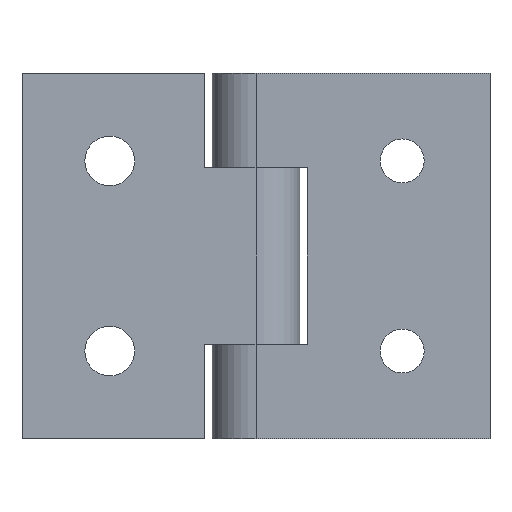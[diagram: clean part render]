
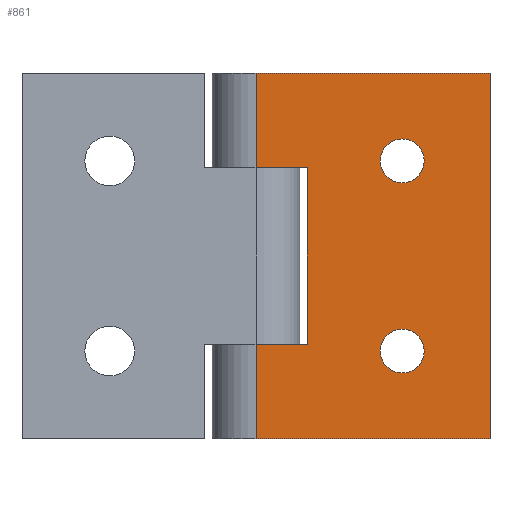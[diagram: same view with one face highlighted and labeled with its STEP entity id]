
A CAD part, front view. The second image highlights one B-rep face of the part: STEP entity #861.
In plain terms, the highlighted planar face has unit normal (0, -1, 0).
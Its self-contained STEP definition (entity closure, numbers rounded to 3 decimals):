
#371 = CARTESIAN_POINT ( 'NONE',  ( 0., -3., -6.05 ) ) ;
#376 = CARTESIAN_POINT ( 'NONE',  ( 16., -3., 12.5 ) ) ;
#377 = VECTOR ( 'NONE', #378, 1000. ) ;
#378 = DIRECTION ( 'NONE',  ( 0., 0., -1. ) ) ;
#390 = CARTESIAN_POINT ( 'NONE',  ( 16., -3., 12.5 ) ) ;
#395 = LINE ( 'NONE', #403, #407 ) ;
#403 = CARTESIAN_POINT ( 'NONE',  ( 0., -3., 12.5 ) ) ;
#406 = DIRECTION ( 'NONE',  ( 1., 0., 0. ) ) ;
#407 = VECTOR ( 'NONE', #406, 1000. ) ;
#408 = LINE ( 'NONE', #376, #377 ) ;
#445 = VECTOR ( 'NONE', #510, 1000. ) ;
#446 = CARTESIAN_POINT ( 'NONE',  ( 0., -3., 6.05 ) ) ;
#447 = LINE ( 'NONE', #446, #445 ) ;
#456 = CARTESIAN_POINT ( 'NONE',  ( 3.5, -3., 6.05 ) ) ;
#458 = DIRECTION ( 'NONE',  ( 0., 0., 1. ) ) ;
#464 = CARTESIAN_POINT ( 'NONE',  ( 16., -3., -12.5 ) ) ;
#476 = DIRECTION ( 'NONE',  ( 0., 1., 0. ) ) ;
#477 = CARTESIAN_POINT ( 'NONE',  ( 10., -3., -6.5 ) ) ;
#478 = AXIS2_PLACEMENT_3D ( 'NONE', #477, #476, #458 ) ;
#479 = CIRCLE ( 'NONE', #478, 1.5 ) ;
#496 = VECTOR ( 'NONE', #542, 1000. ) ;
#497 = CARTESIAN_POINT ( 'NONE',  ( 0., -3., -12.5 ) ) ;
#498 = LINE ( 'NONE', #497, #496 ) ;
#510 = DIRECTION ( 'NONE',  ( 1., 0., 0. ) ) ;
#542 = DIRECTION ( 'NONE',  ( 1., 0., 0. ) ) ;
#604 = CARTESIAN_POINT ( 'NONE',  ( 0., -3., -12.5 ) ) ;
#861 = ADVANCED_FACE ( 'NONE', ( #931, #930, #934 ), #961, .F. ) ;
#862 = ORIENTED_EDGE ( 'NONE', *, *, #863, .T. ) ;
#863 = EDGE_CURVE ( 'NONE', #1477, #1478, #919, .T. ) ;
#864 = ORIENTED_EDGE ( 'NONE', *, *, #1472, .T. ) ;
#865 = ORIENTED_EDGE ( 'NONE', *, *, #1483, .T. ) ;
#870 = EDGE_CURVE ( 'NONE', #1194, #871, #975, .T. ) ;
#871 = VERTEX_POINT ( 'NONE', #964 ) ;
#873 = EDGE_LOOP ( 'NONE', ( #862, #865 ) ) ;
#874 = ORIENTED_EDGE ( 'NONE', *, *, #875, .T. ) ;
#875 = EDGE_CURVE ( 'NONE', #871, #1076, #973, .T. ) ;
#876 = ORIENTED_EDGE ( 'NONE', *, *, #1060, .T. ) ;
#917 = CARTESIAN_POINT ( 'NONE',  ( 10., -3., 6.5 ) ) ;
#918 = AXIS2_PLACEMENT_3D ( 'NONE', #917, #922, #921 ) ;
#919 = CIRCLE ( 'NONE', #918, 1.5 ) ;
#921 = DIRECTION ( 'NONE',  ( 0., 0., 1. ) ) ;
#922 = DIRECTION ( 'NONE',  ( 0., 1., 0. ) ) ;
#930 = FACE_BOUND ( 'NONE', #873, .T. ) ;
#931 = FACE_BOUND ( 'NONE', #1145, .T. ) ;
#934 = FACE_OUTER_BOUND ( 'NONE', #1195, .T. ) ;
#957 = DIRECTION ( 'NONE',  ( -1., 0., 0. ) ) ;
#958 = DIRECTION ( 'NONE',  ( 0., 1., 0. ) ) ;
#959 = CARTESIAN_POINT ( 'NONE',  ( 0., -3., 12.5 ) ) ;
#960 = AXIS2_PLACEMENT_3D ( 'NONE', #959, #958, #957 ) ;
#961 = PLANE ( 'NONE',  #960 ) ;
#962 = VECTOR ( 'NONE', #965, 1000. ) ;
#963 = CARTESIAN_POINT ( 'NONE',  ( 3.5, -3., 12.5 ) ) ;
#964 = CARTESIAN_POINT ( 'NONE',  ( 3.5, -3., -6.05 ) ) ;
#965 = DIRECTION ( 'NONE',  ( 0., 0., -1. ) ) ;
#970 = DIRECTION ( 'NONE',  ( -1., 0., 0. ) ) ;
#971 = VECTOR ( 'NONE', #970, 1000. ) ;
#972 = CARTESIAN_POINT ( 'NONE',  ( 0., -3., -6.05 ) ) ;
#973 = LINE ( 'NONE', #972, #971 ) ;
#975 = LINE ( 'NONE', #963, #962 ) ;
#1044 = DIRECTION ( 'NONE',  ( 0., 0., -1. ) ) ;
#1053 = VECTOR ( 'NONE', #1044, 1000. ) ;
#1054 = CARTESIAN_POINT ( 'NONE',  ( 0., -3., 12.5 ) ) ;
#1055 = LINE ( 'NONE', #1054, #1053 ) ;
#1060 = EDGE_CURVE ( 'NONE', #1076, #1122, #1055, .T. ) ;
#1076 = VERTEX_POINT ( 'NONE', #371 ) ;
#1092 = VERTEX_POINT ( 'NONE', #390 ) ;
#1093 = ORIENTED_EDGE ( 'NONE', *, *, #1099, .F. ) ;
#1094 = ORIENTED_EDGE ( 'NONE', *, *, #1534, .T. ) ;
#1099 = EDGE_CURVE ( 'NONE', #1557, #1092, #395, .T. ) ;
#1107 = EDGE_CURVE ( 'NONE', #1092, #1165, #408, .T. ) ;
#1122 = VERTEX_POINT ( 'NONE', #604 ) ;
#1138 = ORIENTED_EDGE ( 'NONE', *, *, #1107, .F. ) ;
#1144 = ORIENTED_EDGE ( 'NONE', *, *, #1167, .T. ) ;
#1145 = EDGE_LOOP ( 'NONE', ( #1190, #864 ) ) ;
#1165 = VERTEX_POINT ( 'NONE', #464 ) ;
#1167 = EDGE_CURVE ( 'NONE', #1122, #1165, #498, .T. ) ;
#1190 = ORIENTED_EDGE ( 'NONE', *, *, #1191, .T. ) ;
#1191 = EDGE_CURVE ( 'NONE', #1519, #1469, #479, .T. ) ;
#1193 = ORIENTED_EDGE ( 'NONE', *, *, #870, .T. ) ;
#1194 = VERTEX_POINT ( 'NONE', #456 ) ;
#1195 = EDGE_LOOP ( 'NONE', ( #1193, #874, #876, #1144, #1138, #1093, #1094, #1201 ) ) ;
#1201 = ORIENTED_EDGE ( 'NONE', *, *, #1202, .T. ) ;
#1202 = EDGE_CURVE ( 'NONE', #1533, #1194, #447, .T. ) ;
#1469 = VERTEX_POINT ( 'NONE', #1758 ) ;
#1472 = EDGE_CURVE ( 'NONE', #1469, #1519, #1756, .T. ) ;
#1477 = VERTEX_POINT ( 'NONE', #1740 ) ;
#1478 = VERTEX_POINT ( 'NONE', #1739 ) ;
#1483 = EDGE_CURVE ( 'NONE', #1478, #1477, #1733, .T. ) ;
#1519 = VERTEX_POINT ( 'NONE', #1800 ) ;
#1533 = VERTEX_POINT ( 'NONE', #1885 ) ;
#1534 = EDGE_CURVE ( 'NONE', #1557, #1533, #1884, .T. ) ;
#1557 = VERTEX_POINT ( 'NONE', #1896 ) ;
#1729 = DIRECTION ( 'NONE',  ( 0., 0., 1. ) ) ;
#1730 = DIRECTION ( 'NONE',  ( 0., 1., 0. ) ) ;
#1731 = CARTESIAN_POINT ( 'NONE',  ( 10., -3., 6.5 ) ) ;
#1732 = AXIS2_PLACEMENT_3D ( 'NONE', #1731, #1730, #1729 ) ;
#1733 = CIRCLE ( 'NONE', #1732, 1.5 ) ;
#1739 = CARTESIAN_POINT ( 'NONE',  ( 10., -3., 5. ) ) ;
#1740 = CARTESIAN_POINT ( 'NONE',  ( 10., -3., 8. ) ) ;
#1752 = DIRECTION ( 'NONE',  ( 0., 0., 1. ) ) ;
#1753 = DIRECTION ( 'NONE',  ( 0., 1., 0. ) ) ;
#1754 = CARTESIAN_POINT ( 'NONE',  ( 10., -3., -6.5 ) ) ;
#1755 = AXIS2_PLACEMENT_3D ( 'NONE', #1754, #1753, #1752 ) ;
#1756 = CIRCLE ( 'NONE', #1755, 1.5 ) ;
#1758 = CARTESIAN_POINT ( 'NONE',  ( 10., -3., -8. ) ) ;
#1800 = CARTESIAN_POINT ( 'NONE',  ( 10., -3., -5. ) ) ;
#1881 = DIRECTION ( 'NONE',  ( 0., 0., -1. ) ) ;
#1882 = VECTOR ( 'NONE', #1881, 1000. ) ;
#1883 = CARTESIAN_POINT ( 'NONE',  ( 0., -3., 12.5 ) ) ;
#1884 = LINE ( 'NONE', #1883, #1882 ) ;
#1885 = CARTESIAN_POINT ( 'NONE',  ( 0., -3., 6.05 ) ) ;
#1896 = CARTESIAN_POINT ( 'NONE',  ( 0., -3., 12.5 ) ) ;
